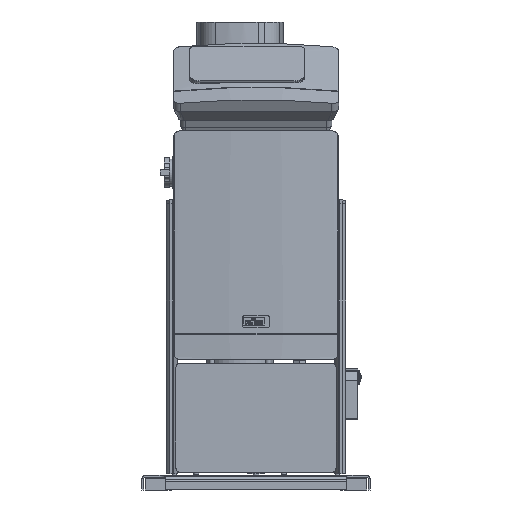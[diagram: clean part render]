
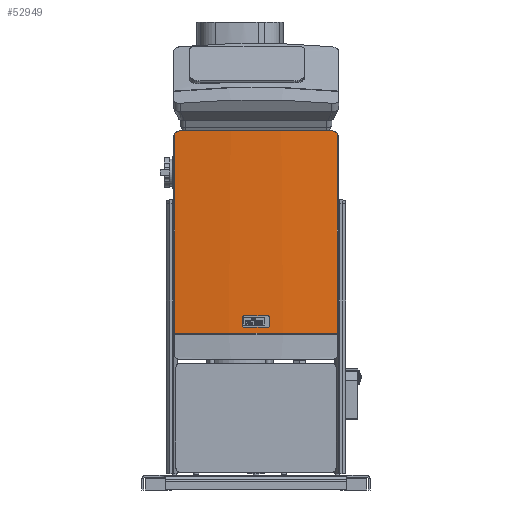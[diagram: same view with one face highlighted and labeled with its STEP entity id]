
A CAD part, front view. The second image highlights one B-rep face of the part: STEP entity #52949.
In plain terms, the highlighted cylindrical face has radius 1452.14 mm (diameter 2904.28 mm), a partial arc.
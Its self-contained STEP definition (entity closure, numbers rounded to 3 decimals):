
#296=B_SPLINE_CURVE_WITH_KNOTS($,3,(#86179,#86180,#86181,#86182,#86183,
#86184,#86185,#86186,#86187,#86188,#86189,#86190),.UNSPECIFIED.,.F.,.F.,
(4,2,2,2,2,4),(50.621,52.857,55.511,58.165,
60.819,63.473),.UNSPECIFIED.);
#297=B_SPLINE_CURVE_WITH_KNOTS($,3,(#86193,#86194,#86195,#86196,#86197,
#86198,#86199,#86200,#86201,#86202,#86203,#86204),.UNSPECIFIED.,.F.,.F.,
(4,2,2,2,2,4),(21.151,23.805,26.459,29.113,
31.768,34.003),.UNSPECIFIED.);
#3150=LINE($,#86120,#8357);
#3153=LINE($,#86177,#8360);
#8357=VECTOR($,#68761,411.147);
#8360=VECTOR($,#68770,411.147);
#15976=FACE_OUTER_BOUND($,#19750,.T.);
#19750=EDGE_LOOP($,(#43901,#43902,#43903,#43904,#43905,#43906));
#22756=CIRCLE($,#57777,1452.138);
#22762=CIRCLE($,#57789,1452.138);
#26165=VERTEX_POINT($,#86072);
#26166=VERTEX_POINT($,#86074);
#26175=VERTEX_POINT($,#86119);
#26180=VERTEX_POINT($,#86176);
#26181=VERTEX_POINT($,#86178);
#26182=VERTEX_POINT($,#86191);
#32483=EDGE_CURVE($,#26166,#26165,#22756,.T.);
#32496=EDGE_CURVE($,#26166,#26175,#3150,.T.);
#32503=EDGE_CURVE($,#26165,#26180,#3153,.T.);
#32504=EDGE_CURVE($,#26180,#26181,#296,.T.);
#32505=EDGE_CURVE($,#26181,#26182,#22762,.T.);
#32506=EDGE_CURVE($,#26182,#26175,#297,.T.);
#43901=ORIENTED_EDGE($,*,*,#32483,.T.);
#43902=ORIENTED_EDGE($,*,*,#32503,.T.);
#43903=ORIENTED_EDGE($,*,*,#32504,.T.);
#43904=ORIENTED_EDGE($,*,*,#32505,.T.);
#43905=ORIENTED_EDGE($,*,*,#32506,.T.);
#43906=ORIENTED_EDGE($,*,*,#32496,.F.);
#50805=CYLINDRICAL_SURFACE($,#57788,1452.138);
#52949=ADVANCED_FACE($,(#15976),#50805,.T.);
#57777=AXIS2_PLACEMENT_3D($,#86075,#68736,#68737);
#57788=AXIS2_PLACEMENT_3D($,#86175,#68768,#68769);
#57789=AXIS2_PLACEMENT_3D($,#86192,#68771,#68772);
#68736=DIRECTION('center_axis',(0.,0.,1.));
#68737=DIRECTION('ref_axis',(0.,-1.,0.));
#68761=DIRECTION($,(0.,0.,1.));
#68768=DIRECTION('center_axis',(0.,0.,1.));
#68769=DIRECTION('ref_axis',(0.,-1.,0.));
#68770=DIRECTION($,(0.,0.,1.));
#68771=DIRECTION('center_axis',(0.,0.,-1.));
#68772=DIRECTION('ref_axis',(0.,-1.,0.));
#86072=CARTESIAN_POINT('',(167.381,-347.321,293.032));
#86074=CARTESIAN_POINT('',(-167.391,-347.321,293.032));
#86075=CARTESIAN_POINT('Origin',(-0.005,1095.138,
293.032));
#86119=CARTESIAN_POINT('',(-167.391,-347.321,704.178));
#86120=CARTESIAN_POINT($,(-167.391,-347.321,239.032));
#86175=CARTESIAN_POINT('Origin',(-0.005,1095.138,
239.032));
#86176=CARTESIAN_POINT('',(167.381,-347.321,704.178));
#86177=CARTESIAN_POINT($,(167.381,-347.321,239.032));
#86178=CARTESIAN_POINT('',(155.995,-348.596,710.032));
#86179=CARTESIAN_POINT('Ctrl Pts',(167.381,-347.321,704.178));
#86180=CARTESIAN_POINT('Ctrl Pts',(166.929,-347.373,704.809));
#86181=CARTESIAN_POINT('Ctrl Pts',(166.431,-347.431,705.393));
#86182=CARTESIAN_POINT('Ctrl Pts',(165.284,-347.562,706.543));
#86183=CARTESIAN_POINT('Ctrl Pts',(164.581,-347.643,707.128));
#86184=CARTESIAN_POINT('Ctrl Pts',(163.049,-347.817,708.16));
#86185=CARTESIAN_POINT('Ctrl Pts',(162.221,-347.91,708.606));
#86186=CARTESIAN_POINT('Ctrl Pts',(160.494,-348.103,709.322));
#86187=CARTESIAN_POINT('Ctrl Pts',(159.594,-348.203,709.592));
#86188=CARTESIAN_POINT('Ctrl Pts',(157.784,-348.402,709.947));
#86189=CARTESIAN_POINT('Ctrl Pts',(156.875,-348.501,710.032));
#86190=CARTESIAN_POINT('Ctrl Pts',(155.995,-348.596,710.032));
#86191=CARTESIAN_POINT('',(-156.005,-348.596,710.032));
#86192=CARTESIAN_POINT('Origin',(-0.005,1095.138,
710.032));
#86193=CARTESIAN_POINT('Ctrl Pts',(-156.005,-348.596,
710.032));
#86194=CARTESIAN_POINT('Ctrl Pts',(-156.885,-348.501,
710.032));
#86195=CARTESIAN_POINT('Ctrl Pts',(-157.794,-348.402,709.947));
#86196=CARTESIAN_POINT('Ctrl Pts',(-159.604,-348.203,
709.592));
#86197=CARTESIAN_POINT('Ctrl Pts',(-160.504,-348.103,709.322));
#86198=CARTESIAN_POINT('Ctrl Pts',(-162.231,-347.91,
708.606));
#86199=CARTESIAN_POINT('Ctrl Pts',(-163.059,-347.817,708.16));
#86200=CARTESIAN_POINT('Ctrl Pts',(-164.591,-347.643,707.128));
#86201=CARTESIAN_POINT('Ctrl Pts',(-165.294,-347.562,
706.543));
#86202=CARTESIAN_POINT('Ctrl Pts',(-166.441,-347.431,
705.393));
#86203=CARTESIAN_POINT('Ctrl Pts',(-166.939,-347.373,
704.809));
#86204=CARTESIAN_POINT('Ctrl Pts',(-167.391,-347.321,
704.178));
